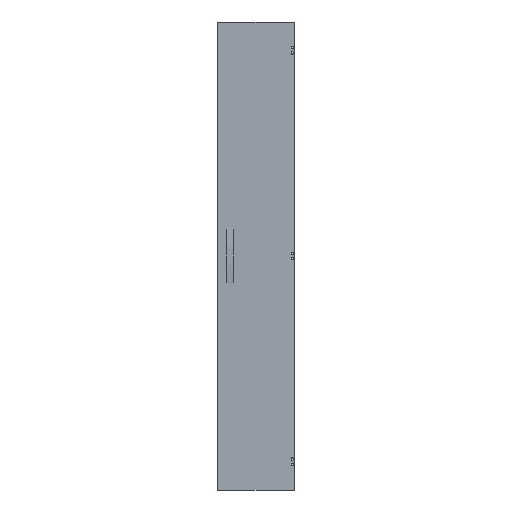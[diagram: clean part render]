
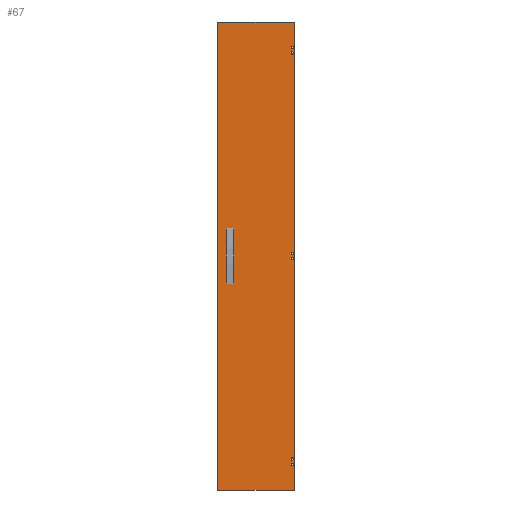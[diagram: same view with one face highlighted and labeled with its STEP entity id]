
A CAD part, front view. The second image highlights one B-rep face of the part: STEP entity #67.
In plain terms, the highlighted planar face has unit normal (0, -1, 0).
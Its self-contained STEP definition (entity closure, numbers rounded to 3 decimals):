
#6 = ORIENTED_EDGE ( 'NONE', *, *, #461, .F. ) ;
#18 = FACE_BOUND ( 'NONE', #1001, .T. ) ;
#19 = CARTESIAN_POINT ( 'NONE',  ( -179.5, -1.5, -1092. ) ) ;
#20 = VECTOR ( 'NONE', #149, 1000. ) ;
#34 = FACE_BOUND ( 'NONE', #293, .T. ) ;
#40 = ORIENTED_EDGE ( 'NONE', *, *, #955, .T. ) ;
#41 = LINE ( 'NONE', #172, #662 ) ;
#43 = ORIENTED_EDGE ( 'NONE', *, *, #627, .T. ) ;
#67 = ADVANCED_FACE ( 'NONE', ( #485, #879, #18, #34, #682, #789, #311 ), #1071, .F. ) ;
#81 = CARTESIAN_POINT ( 'NONE',  ( 175., -1.5, 947.5 ) ) ;
#95 = VERTEX_POINT ( 'NONE', #472 ) ;
#108 = EDGE_CURVE ( 'NONE', #163, #163, #797, .T. ) ;
#109 = CARTESIAN_POINT ( 'NONE',  ( 169.5, -1.5, 947.5 ) ) ;
#122 = VECTOR ( 'NONE', #513, 1000. ) ;
#129 = ORIENTED_EDGE ( 'NONE', *, *, #430, .T. ) ;
#131 = CARTESIAN_POINT ( 'NONE',  ( 179.5, -1.5, 0. ) ) ;
#149 = DIRECTION ( 'NONE',  ( -1., 0., 0. ) ) ;
#163 = VERTEX_POINT ( 'NONE', #833 ) ;
#171 = CIRCLE ( 'NONE', #880, 5.5 ) ;
#172 = CARTESIAN_POINT ( 'NONE',  ( -179.5, -1.5, 0. ) ) ;
#189 = DIRECTION ( 'NONE',  ( 1., 0., 0. ) ) ;
#203 = DIRECTION ( 'NONE',  ( 1., 0., 0. ) ) ;
#217 = DIRECTION ( 'NONE',  ( 0., 1., 0. ) ) ;
#220 = CIRCLE ( 'NONE', #499, 5.5 ) ;
#221 = DIRECTION ( 'NONE',  ( 1., 0., 0. ) ) ;
#225 = CIRCLE ( 'NONE', #721, 5.5 ) ;
#230 = DIRECTION ( 'NONE',  ( 1., 0., 0. ) ) ;
#258 = LINE ( 'NONE', #1114, #20 ) ;
#260 = CARTESIAN_POINT ( 'NONE',  ( 169.5, -1.5, 972.5 ) ) ;
#277 = DIRECTION ( 'NONE',  ( 1., 0., 0. ) ) ;
#289 = CARTESIAN_POINT ( 'NONE',  ( 175., -1.5, -12.5 ) ) ;
#293 = EDGE_LOOP ( 'NONE', ( #43 ) ) ;
#311 = FACE_BOUND ( 'NONE', #970, .T. ) ;
#323 = EDGE_LOOP ( 'NONE', ( #40 ) ) ;
#339 = DIRECTION ( 'NONE',  ( 0., 1., 0. ) ) ;
#366 = ORIENTED_EDGE ( 'NONE', *, *, #1038, .T. ) ;
#385 = DIRECTION ( 'NONE',  ( 0., 1., 0. ) ) ;
#408 = EDGE_CURVE ( 'NONE', #1229, #875, #1069, .T. ) ;
#430 = EDGE_CURVE ( 'NONE', #1035, #1035, #225, .T. ) ;
#446 = EDGE_LOOP ( 'NONE', ( #129 ) ) ;
#458 = EDGE_CURVE ( 'NONE', #1152, #700, #41, .T. ) ;
#460 = DIRECTION ( 'NONE',  ( 1., 0., 0. ) ) ;
#461 = EDGE_CURVE ( 'NONE', #1152, #875, #671, .T. ) ;
#472 = CARTESIAN_POINT ( 'NONE',  ( 175., -1.5, 12.5 ) ) ;
#478 = CARTESIAN_POINT ( 'NONE',  ( 169.5, -1.5, -947.5 ) ) ;
#485 = FACE_OUTER_BOUND ( 'NONE', #817, .T. ) ;
#494 = DIRECTION ( 'NONE',  ( 1., 0., 0. ) ) ;
#496 = VERTEX_POINT ( 'NONE', #1070 ) ;
#499 = AXIS2_PLACEMENT_3D ( 'NONE', #260, #558, #189 ) ;
#513 = DIRECTION ( 'NONE',  ( 0., 0., 1. ) ) ;
#544 = CARTESIAN_POINT ( 'NONE',  ( -179.5, -1.5, 1092. ) ) ;
#558 = DIRECTION ( 'NONE',  ( 0., 1., 0. ) ) ;
#560 = CIRCLE ( 'NONE', #624, 5.5 ) ;
#615 = AXIS2_PLACEMENT_3D ( 'NONE', #795, #1168, #221 ) ;
#624 = AXIS2_PLACEMENT_3D ( 'NONE', #911, #339, #742 ) ;
#627 = EDGE_CURVE ( 'NONE', #95, #95, #835, .T. ) ;
#637 = ORIENTED_EDGE ( 'NONE', *, *, #408, .T. ) ;
#644 = CARTESIAN_POINT ( 'NONE',  ( 179.5, -1.5, -1092. ) ) ;
#662 = VECTOR ( 'NONE', #1117, 1000. ) ;
#671 = LINE ( 'NONE', #1050, #983 ) ;
#682 = FACE_BOUND ( 'NONE', #703, .T. ) ;
#687 = VERTEX_POINT ( 'NONE', #289 ) ;
#700 = VERTEX_POINT ( 'NONE', #19 ) ;
#703 = EDGE_LOOP ( 'NONE', ( #1169 ) ) ;
#709 = CARTESIAN_POINT ( 'NONE',  ( 169.5, -1.5, -972.5 ) ) ;
#721 = AXIS2_PLACEMENT_3D ( 'NONE', #109, #971, #494 ) ;
#742 = DIRECTION ( 'NONE',  ( 1., 0., 0. ) ) ;
#789 = FACE_BOUND ( 'NONE', #323, .T. ) ;
#795 = CARTESIAN_POINT ( 'NONE',  ( 169.5, -1.5, 12.5 ) ) ;
#797 = CIRCLE ( 'NONE', #948, 5.5 ) ;
#817 = EDGE_LOOP ( 'NONE', ( #1177, #1058, #637, #6 ) ) ;
#833 = CARTESIAN_POINT ( 'NONE',  ( 175., -1.5, -972.5 ) ) ;
#835 = CIRCLE ( 'NONE', #615, 5.5 ) ;
#838 = CARTESIAN_POINT ( 'NONE',  ( 179.5, -1.5, 1092. ) ) ;
#862 = EDGE_CURVE ( 'NONE', #687, #687, #560, .T. ) ;
#873 = EDGE_CURVE ( 'NONE', #1229, #700, #258, .T. ) ;
#875 = VERTEX_POINT ( 'NONE', #838 ) ;
#879 = FACE_BOUND ( 'NONE', #446, .T. ) ;
#880 = AXIS2_PLACEMENT_3D ( 'NONE', #478, #385, #460 ) ;
#911 = CARTESIAN_POINT ( 'NONE',  ( 169.5, -1.5, -12.5 ) ) ;
#948 = AXIS2_PLACEMENT_3D ( 'NONE', #709, #1083, #230 ) ;
#955 = EDGE_CURVE ( 'NONE', #1139, #1139, #171, .T. ) ;
#970 = EDGE_LOOP ( 'NONE', ( #1048 ) ) ;
#971 = DIRECTION ( 'NONE',  ( 0., 1., 0. ) ) ;
#983 = VECTOR ( 'NONE', #277, 1000. ) ;
#1001 = EDGE_LOOP ( 'NONE', ( #366 ) ) ;
#1035 = VERTEX_POINT ( 'NONE', #81 ) ;
#1038 = EDGE_CURVE ( 'NONE', #496, #496, #220, .T. ) ;
#1048 = ORIENTED_EDGE ( 'NONE', *, *, #108, .T. ) ;
#1050 = CARTESIAN_POINT ( 'NONE',  ( 0., -1.5, 1092. ) ) ;
#1058 = ORIENTED_EDGE ( 'NONE', *, *, #873, .F. ) ;
#1060 = CARTESIAN_POINT ( 'NONE',  ( 0., -1.5, 0. ) ) ;
#1069 = LINE ( 'NONE', #131, #122 ) ;
#1070 = CARTESIAN_POINT ( 'NONE',  ( 175., -1.5, 972.5 ) ) ;
#1071 = PLANE ( 'NONE',  #1170 ) ;
#1083 = DIRECTION ( 'NONE',  ( 0., 1., 0. ) ) ;
#1114 = CARTESIAN_POINT ( 'NONE',  ( 0., -1.5, -1092. ) ) ;
#1117 = DIRECTION ( 'NONE',  ( 0., 0., -1. ) ) ;
#1139 = VERTEX_POINT ( 'NONE', #1157 ) ;
#1152 = VERTEX_POINT ( 'NONE', #544 ) ;
#1157 = CARTESIAN_POINT ( 'NONE',  ( 175., -1.5, -947.5 ) ) ;
#1168 = DIRECTION ( 'NONE',  ( 0., 1., 0. ) ) ;
#1169 = ORIENTED_EDGE ( 'NONE', *, *, #862, .T. ) ;
#1170 = AXIS2_PLACEMENT_3D ( 'NONE', #1060, #217, #203 ) ;
#1177 = ORIENTED_EDGE ( 'NONE', *, *, #458, .T. ) ;
#1229 = VERTEX_POINT ( 'NONE', #644 ) ;
